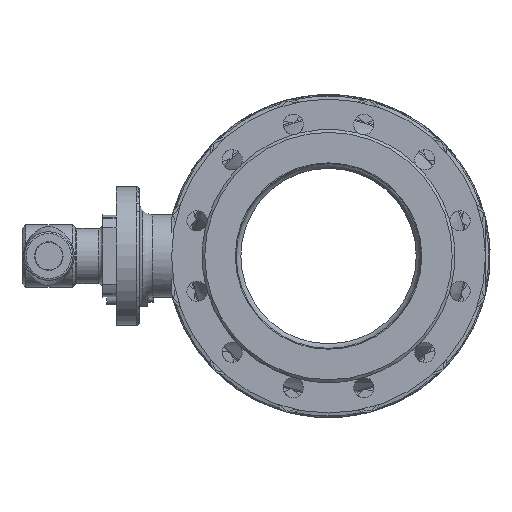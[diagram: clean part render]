
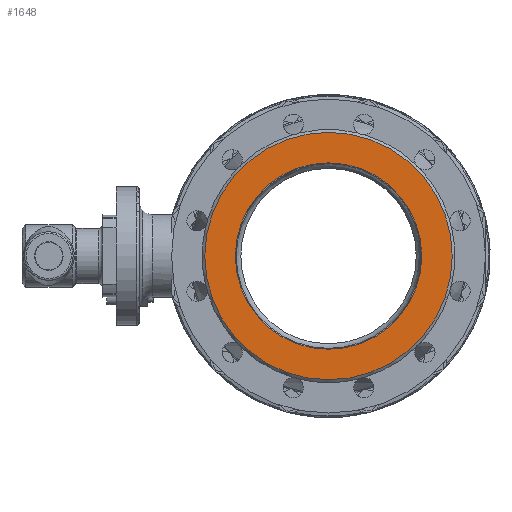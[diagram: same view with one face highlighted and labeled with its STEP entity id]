
A CAD part, left-side view. The second image highlights one B-rep face of the part: STEP entity #1648.
In plain terms, the highlighted planar face has unit normal (-1, 0, 0).
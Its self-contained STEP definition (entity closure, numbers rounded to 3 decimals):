
#1648 = ADVANCED_FACE( 'NONE', ( #3825, #3826 ), #3827, .F. );
#3825 = FACE_OUTER_BOUND( '', #8998, .T. );
#3826 = FACE_BOUND( '', #8999, .T. );
#3827 = PLANE( '', #9000 );
#8998 = EDGE_LOOP( '', ( #16691 ) );
#8999 = EDGE_LOOP( '', ( #16692 ) );
#9000 = AXIS2_PLACEMENT_3D( '', #16693, #16694, #16695 );
#16691 = ORIENTED_EDGE( '', *, *, #22740, .F. );
#16692 = ORIENTED_EDGE( '', *, *, #22741, .T. );
#16693 = CARTESIAN_POINT( '', ( -200., 0., -134. ) );
#16694 = DIRECTION( '', ( 1., 0., 0. ) );
#16695 = DIRECTION( '', ( 0., 1., 0. ) );
#22740 = EDGE_CURVE( 'NONE', #26996, #26996, #26997, .T. );
#22741 = EDGE_CURVE( 'NONE', #26998, #26998, #26999, .T. );
#26996 = VERTEX_POINT( '', #39257 );
#26997 = CIRCLE( '', #39258, 134. );
#26998 = VERTEX_POINT( '', #39259 );
#26999 = CIRCLE( '', #39260, 100.936 );
#39257 = CARTESIAN_POINT( '', ( -200., 0., -134. ) );
#39258 = AXIS2_PLACEMENT_3D( '', #45791, #45792, #45793 );
#39259 = CARTESIAN_POINT( '', ( -200., 0., -100.936 ) );
#39260 = AXIS2_PLACEMENT_3D( '', #45794, #45795, #45796 );
#45791 = CARTESIAN_POINT( '', ( -200., 0., 0. ) );
#45792 = DIRECTION( '', ( 1., 0., 0. ) );
#45793 = DIRECTION( '', ( 0., 0., -1. ) );
#45794 = CARTESIAN_POINT( '', ( -200., 0., 0. ) );
#45795 = DIRECTION( '', ( 1., 0., 0. ) );
#45796 = DIRECTION( '', ( 0., 0., -1. ) );
